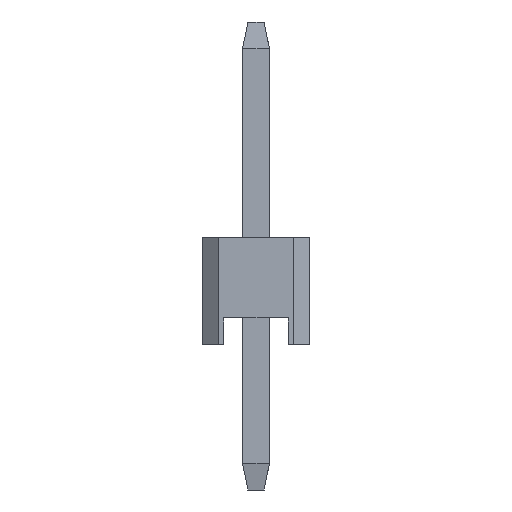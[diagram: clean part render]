
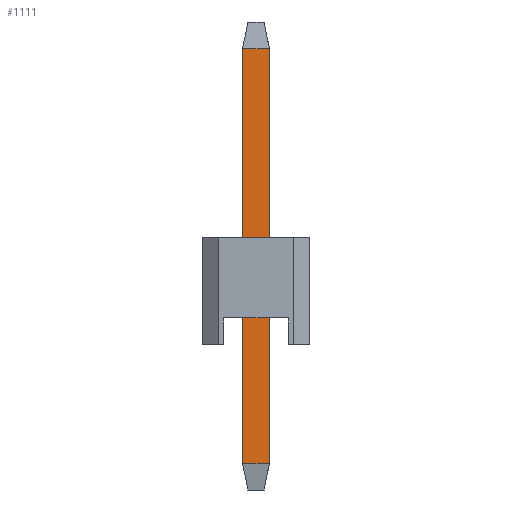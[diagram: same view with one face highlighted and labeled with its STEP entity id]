
A CAD part, left-side view. The second image highlights one B-rep face of the part: STEP entity #1111.
In plain terms, the highlighted planar face has unit normal (-1, 0, 0).
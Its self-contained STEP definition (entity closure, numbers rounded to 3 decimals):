
#1111=ADVANCED_FACE('',(#1847),#11747,.T.);
#1847=FACE_OUTER_BOUND('',#2639,.T.);
#2639=EDGE_LOOP('',(#6220,#6221,#6222,#6223));
#6220=ORIENTED_EDGE('',*,*,#8059,.F.);
#6221=ORIENTED_EDGE('',*,*,#8060,.F.);
#6222=ORIENTED_EDGE('',*,*,#8061,.F.);
#6223=ORIENTED_EDGE('',*,*,#8058,.F.);
#8058=EDGE_CURVE('',#11012,#11013,#9868,.T.);
#8059=EDGE_CURVE('',#11014,#11012,#9869,.T.);
#8060=EDGE_CURVE('',#11015,#11014,#9870,.T.);
#8061=EDGE_CURVE('',#11013,#11015,#9871,.T.);
#9868=B_SPLINE_CURVE_WITH_KNOTS('',1,(#18698,#18699),.UNSPECIFIED.,.F.,
 .F.,(2,2),(-7.7,0.),.UNSPECIFIED.);
#9869=B_SPLINE_CURVE_WITH_KNOTS('',1,(#18700,#18701),.UNSPECIFIED.,.F.,
 .F.,(2,2),(-0.5,0.),.UNSPECIFIED.);
#9870=B_SPLINE_CURVE_WITH_KNOTS('',1,(#18702,#18703),.UNSPECIFIED.,.F.,
 .F.,(2,2),(-7.7,0.),.UNSPECIFIED.);
#9871=B_SPLINE_CURVE_WITH_KNOTS('',1,(#18704,#18705),.UNSPECIFIED.,.F.,
 .F.,(2,2),(-0.5,0.),.UNSPECIFIED.);
#11012=VERTEX_POINT('',#18678);
#11013=VERTEX_POINT('',#18679);
#11014=VERTEX_POINT('',#18680);
#11015=VERTEX_POINT('',#18681);
#11747=PLANE('',#12503);
#12503=AXIS2_PLACEMENT_3D('',#18661,#13242,$);
#13242=DIRECTION('',(-1.,0.,0.));
#18661=CARTESIAN_POINT('',(-0.25,19.04,6.34));
#18678=CARTESIAN_POINT('',(-0.25,19.75,5.51));
#18679=CARTESIAN_POINT('',(-0.25,19.75,-2.19));
#18680=CARTESIAN_POINT('',(-0.25,20.25,5.51));
#18681=CARTESIAN_POINT('',(-0.25,20.25,-2.19));
#18698=CARTESIAN_POINT('',(-0.25,19.75,5.51));
#18699=CARTESIAN_POINT('',(-0.25,19.75,-2.19));
#18700=CARTESIAN_POINT('',(-0.25,20.25,5.51));
#18701=CARTESIAN_POINT('',(-0.25,19.75,5.51));
#18702=CARTESIAN_POINT('',(-0.25,20.25,-2.19));
#18703=CARTESIAN_POINT('',(-0.25,20.25,5.51));
#18704=CARTESIAN_POINT('',(-0.25,19.75,-2.19));
#18705=CARTESIAN_POINT('',(-0.25,20.25,-2.19));
